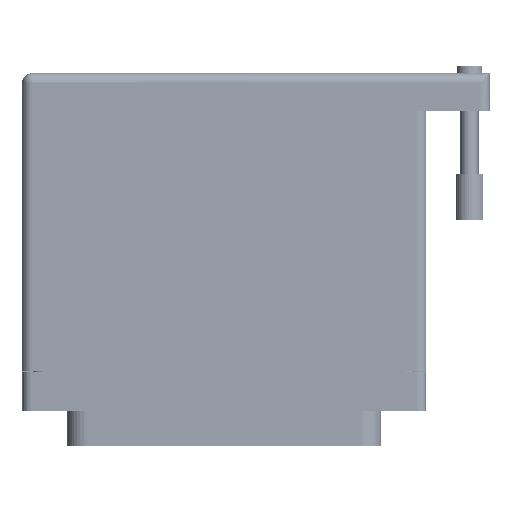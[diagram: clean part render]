
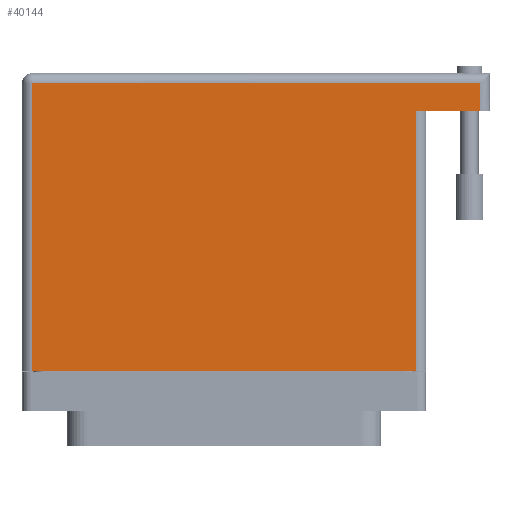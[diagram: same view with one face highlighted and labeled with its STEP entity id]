
A CAD part, front view. The second image highlights one B-rep face of the part: STEP entity #40144.
In plain terms, the highlighted face is planar.
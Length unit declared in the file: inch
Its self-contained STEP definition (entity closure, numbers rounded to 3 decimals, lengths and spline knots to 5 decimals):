
#690 = ORIENTED_EDGE ( 'NONE', *, *, #46113, .F. ) ;
#1885 = VERTEX_POINT ( 'NONE', #46883 ) ;
#1929 = CARTESIAN_POINT ( 'NONE',  ( 1.3075, 1.674, 0.765 ) ) ;
#3930 = LINE ( 'NONE', #6923, #83585 ) ;
#6923 = CARTESIAN_POINT ( 'NONE',  ( -1.3775, 1.86, 0.765 ) ) ;
#8594 = CARTESIAN_POINT ( 'NONE',  ( 1.7425, 1.93, 0.765 ) ) ;
#12589 = CARTESIAN_POINT ( 'NONE',  ( 1.3075, 1.674, 0.765 ) ) ;
#13549 = DIRECTION ( 'NONE',  ( -1., 0., 0. ) ) ;
#14141 = CARTESIAN_POINT ( 'NONE',  ( -1.3075, -0.1, 0.765 ) ) ;
#14924 = CARTESIAN_POINT ( 'NONE',  ( 1.7425, 1.674, 0.765 ) ) ;
#18104 = CARTESIAN_POINT ( 'NONE',  ( -1.3075, 1.86, 0.765 ) ) ;
#20138 = VERTEX_POINT ( 'NONE', #14141 ) ;
#22890 = VECTOR ( 'NONE', #13549, 39.37008 ) ;
#24978 = DIRECTION ( 'NONE',  ( -1., 0., 0. ) ) ;
#25717 = CARTESIAN_POINT ( 'NONE',  ( -1.3775, -0.1, 0.765 ) ) ;
#26489 = ORIENTED_EDGE ( 'NONE', *, *, #66489, .T. ) ;
#27231 = DIRECTION ( 'NONE',  ( -1., 0., 0. ) ) ;
#27275 = VECTOR ( 'NONE', #32237, 39.37008 ) ;
#28321 = DIRECTION ( 'NONE',  ( 0., 1., 0. ) ) ;
#32237 = DIRECTION ( 'NONE',  ( 0., 1., 0. ) ) ;
#32678 = VECTOR ( 'NONE', #56099, 39.37008 ) ;
#32967 = EDGE_CURVE ( 'NONE', #1885, #42088, #3930, .T. ) ;
#34328 = CARTESIAN_POINT ( 'NONE',  ( 1.8125, 1.674, 0.765 ) ) ;
#36987 = FACE_OUTER_BOUND ( 'NONE', #40730, .T. ) ;
#38590 = ORIENTED_EDGE ( 'NONE', *, *, #65156, .T. ) ;
#40144 = ADVANCED_FACE ( 'NONE', ( #36987 ), #86220, .F. ) ;
#40730 = EDGE_LOOP ( 'NONE', ( #54713, #26489, #690, #38590, #68210, #52008 ) ) ;
#42088 = VERTEX_POINT ( 'NONE', #18104 ) ;
#46113 = EDGE_CURVE ( 'NONE', #52834, #46998, #78920, .T. ) ;
#46883 = CARTESIAN_POINT ( 'NONE',  ( 1.7425, 1.86, 0.765 ) ) ;
#46998 = VERTEX_POINT ( 'NONE', #1929 ) ;
#48507 = AXIS2_PLACEMENT_3D ( 'NONE', #73644, #87132, #24978 ) ;
#52008 = ORIENTED_EDGE ( 'NONE', *, *, #55274, .T. ) ;
#52834 = VERTEX_POINT ( 'NONE', #14924 ) ;
#54346 = VERTEX_POINT ( 'NONE', #68227 ) ;
#54713 = ORIENTED_EDGE ( 'NONE', *, *, #68438, .T. ) ;
#55274 = EDGE_CURVE ( 'NONE', #42088, #20138, #60554, .T. ) ;
#56099 = DIRECTION ( 'NONE',  ( 0., -1., 0. ) ) ;
#60554 = LINE ( 'NONE', #83824, #32678 ) ;
#65156 = EDGE_CURVE ( 'NONE', #52834, #1885, #82304, .T. ) ;
#66489 = EDGE_CURVE ( 'NONE', #54346, #46998, #74555, .T. ) ;
#68210 = ORIENTED_EDGE ( 'NONE', *, *, #32967, .T. ) ;
#68227 = CARTESIAN_POINT ( 'NONE',  ( 1.3075, -0.1, 0.765 ) ) ;
#68438 = EDGE_CURVE ( 'NONE', #20138, #54346, #83944, .T. ) ;
#73644 = CARTESIAN_POINT ( 'NONE',  ( -1.3775, 1.93, 0.765 ) ) ;
#74555 = LINE ( 'NONE', #12589, #27275 ) ;
#75848 = VECTOR ( 'NONE', #28321, 39.37008 ) ;
#76466 = VECTOR ( 'NONE', #88450, 39.37008 ) ;
#78920 = LINE ( 'NONE', #34328, #22890 ) ;
#82304 = LINE ( 'NONE', #8594, #75848 ) ;
#83585 = VECTOR ( 'NONE', #27231, 39.37008 ) ;
#83824 = CARTESIAN_POINT ( 'NONE',  ( -1.3075, -0.1, 0.765 ) ) ;
#83944 = LINE ( 'NONE', #25717, #76466 ) ;
#86220 = PLANE ( 'NONE',  #48507 ) ;
#87132 = DIRECTION ( 'NONE',  ( 0., 0., -1. ) ) ;
#88450 = DIRECTION ( 'NONE',  ( 1., 0., 0. ) ) ;
